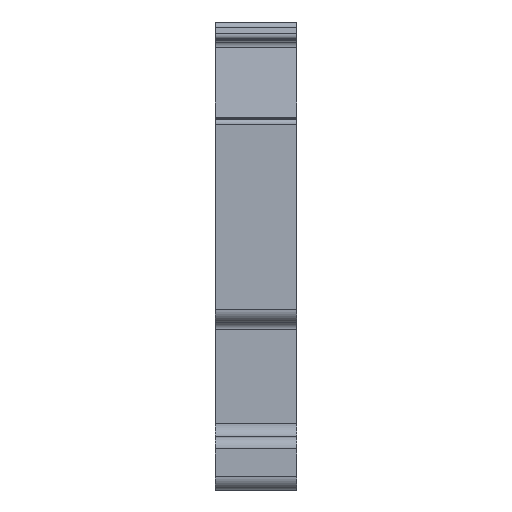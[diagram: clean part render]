
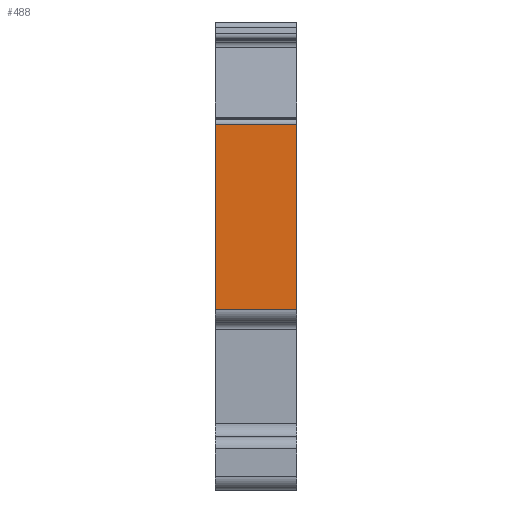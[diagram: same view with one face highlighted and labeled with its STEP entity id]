
A CAD part, left-side view. The second image highlights one B-rep face of the part: STEP entity #488.
In plain terms, the highlighted planar face has unit normal (-1, 0, 0).
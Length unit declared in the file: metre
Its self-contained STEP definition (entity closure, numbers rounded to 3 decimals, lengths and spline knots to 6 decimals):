
#488 = ADVANCED_FACE( 'NONE', ( #1140 ), #1141, .T. );
#1140 = FACE_OUTER_BOUND( '', #1962, .T. );
#1141 = PLANE( '', #1963 );
#1962 = EDGE_LOOP( '', ( #3412, #3413, #3414, #3415 ) );
#1963 = AXIS2_PLACEMENT_3D( '', #3416, #3417, #3418 );
#3412 = ORIENTED_EDGE( '', *, *, #5185, .T. );
#3413 = ORIENTED_EDGE( '', *, *, #5621, .T. );
#3414 = ORIENTED_EDGE( '', *, *, #5622, .F. );
#3415 = ORIENTED_EDGE( '', *, *, #5623, .F. );
#3416 = CARTESIAN_POINT( '', ( -0.02805, 0.00615, 0.0107 ) );
#3417 = DIRECTION( '', ( -1., 0., 0. ) );
#3418 = DIRECTION( '', ( 0., 0., 1. ) );
#5185 = EDGE_CURVE( 'NONE', #6306, #6304, #6307, .T. );
#5621 = EDGE_CURVE( 'NONE', #6304, #7020, #7021, .T. );
#5622 = EDGE_CURVE( 'NONE', #7022, #7020, #7023, .T. );
#5623 = EDGE_CURVE( 'NONE', #6306, #7022, #7024, .T. );
#6304 = VERTEX_POINT( 'NONE', #7903 );
#6306 = VERTEX_POINT( 'NONE', #7905 );
#6307 = LINE( '', #7906, #7907 );
#7020 = VERTEX_POINT( 'NONE', #8872 );
#7021 = LINE( '', #8873, #8874 );
#7022 = VERTEX_POINT( 'NONE', #8875 );
#7023 = LINE( '', #8876, #8877 );
#7024 = LINE( '', #8878, #8879 );
#7903 = CARTESIAN_POINT( '', ( -0.02805, 0.00615, -0.00325 ) );
#7905 = CARTESIAN_POINT( '', ( -0.02805, 0.00615, 0.0107 ) );
#7906 = CARTESIAN_POINT( '', ( -0.02805, 0.00615, 0.0107 ) );
#7907 = VECTOR( '', #9886, 1. );
#8872 = CARTESIAN_POINT( '', ( -0.02805, 0., -0.00325 ) );
#8873 = CARTESIAN_POINT( '', ( -0.02805, 0.00615, -0.00325 ) );
#8874 = VECTOR( '', #10424, 1. );
#8875 = CARTESIAN_POINT( '', ( -0.02805, 0., 0.0107 ) );
#8876 = CARTESIAN_POINT( '', ( -0.02805, 0., -0.01485 ) );
#8877 = VECTOR( '', #10425, 1. );
#8878 = CARTESIAN_POINT( '', ( -0.02805, 0.00615, 0.0107 ) );
#8879 = VECTOR( '', #10426, 1. );
#9886 = DIRECTION( '', ( 0., 0., -1. ) );
#10424 = DIRECTION( '', ( 0., -1., 0. ) );
#10425 = DIRECTION( '', ( 0., 0., -1. ) );
#10426 = DIRECTION( '', ( 0., -1., 0. ) );
